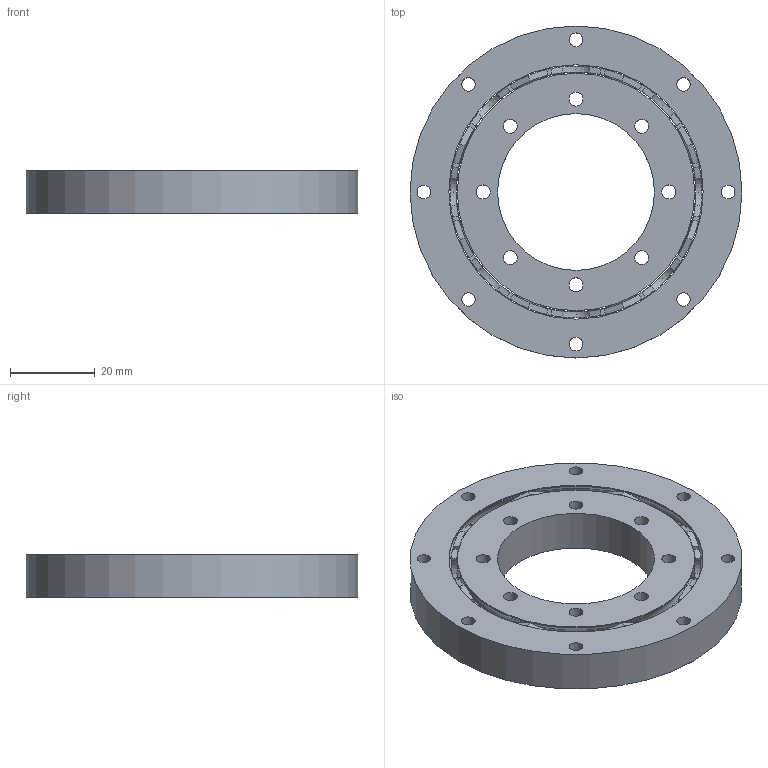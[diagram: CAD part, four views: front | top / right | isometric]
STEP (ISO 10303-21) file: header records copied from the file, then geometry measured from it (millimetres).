
FILE_DESCRIPTION(/* description */ ('STEP AP242','CAx-IF Rec.Pracs.---Representation and Presentation of Product Manufacturing Information (PMI)---4.0---2014-10-13','CAx-IF Rec.Pracs.---3D Tessellated Geometry---0.4---2014-09-14','2;1'),/* implementation_level */ '2;1');
FILE_NAME(/* name */ '680dc18044c273723a8d36ba',/* time_stamp */ '2025-04-27T05:32:48Z',/* author */ (''),/* organization */ (''),/* preprocessor_version */ 'ST-DEVELOPER v20',/* originating_system */ 'ONSHAPE BY PTC INC, 1.197',/* authorisation */ ' ');
FILE_SCHEMA (('AP242_MANAGED_MODEL_BASED_3D_ENGINEERING_MIM_LF { 1 0 10303 442 1 1 4 }'));
Length unit declared in the file: metre
Products named in the file (3): OuterRace; InnerRace; Cage
Bounding box: 78.31 x 78.31 x 10 mm (x, y, z)
Volume: 27004.1 mm3; surface area: 19146.7 mm2
Topology: 3 solids, 3 shells, 135 faces, 402 edges, 264 vertices
Faces by surface type: plane 85, cylinder 24, cone 16, sphere 8, torus 2
Full cylindrical faces by diameter (mm): 3.2 x8, 3.3 x8, 37 x1, 56 x2, 56.6 x1, 59.4 x1, 60 x2, 78.305 x1
Entity records: 4388 total; most frequent: CARTESIAN_POINT 862, DIRECTION 760, ORIENTED_EDGE 652, EDGE_CURVE 326, AXIS2_PLACEMENT_3D 312, VERTEX_POINT 238, EDGE_LOOP 214, FACE_BOUND 214
